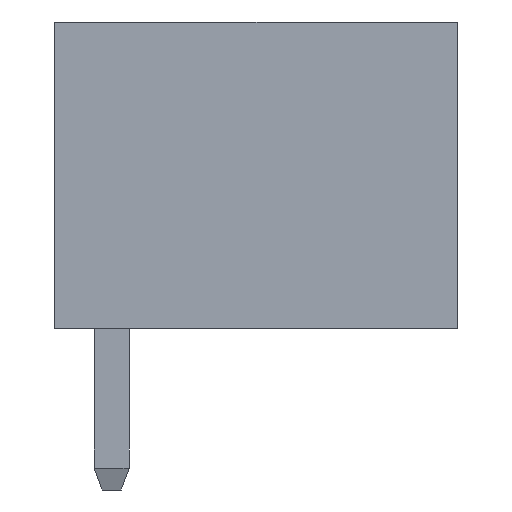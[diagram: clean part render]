
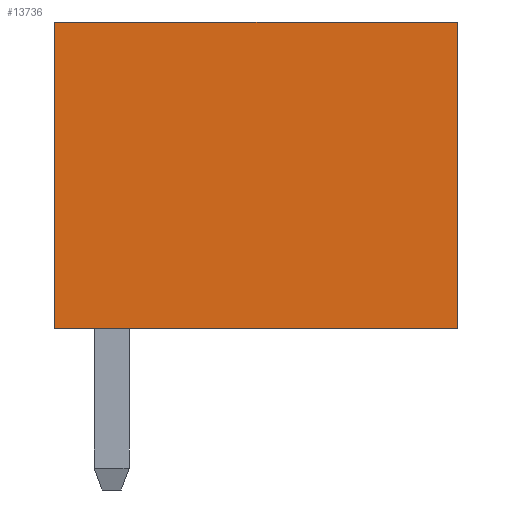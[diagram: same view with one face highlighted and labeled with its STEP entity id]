
A CAD part, left-side view. The second image highlights one B-rep face of the part: STEP entity #13736.
In plain terms, the highlighted planar face has unit normal (-1, 0, 0).
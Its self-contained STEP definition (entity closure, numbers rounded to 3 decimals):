
#452 = VECTOR ( 'NONE', #8968, 1000. ) ;
#685 = VECTOR ( 'NONE', #2326, 1000. ) ;
#1145 = CARTESIAN_POINT ( 'NONE',  ( -17.545, 4.6, 7. ) ) ;
#1179 = EDGE_LOOP ( 'NONE', ( #1943, #10179, #8648, #1698 ) ) ;
#1630 = VERTEX_POINT ( 'NONE', #8193 ) ;
#1698 = ORIENTED_EDGE ( 'NONE', *, *, #2282, .T. ) ;
#1943 = ORIENTED_EDGE ( 'NONE', *, *, #6019, .T. ) ;
#2282 = EDGE_CURVE ( 'NONE', #1630, #7087, #9155, .T. ) ;
#2291 = DIRECTION ( 'NONE',  ( 0., 0., -1. ) ) ;
#2326 = DIRECTION ( 'NONE',  ( 0., -1., 0. ) ) ;
#2802 = VECTOR ( 'NONE', #6676, 1000. ) ;
#3162 = CARTESIAN_POINT ( 'NONE',  ( -17.545, -4.6, 0. ) ) ;
#3543 = EDGE_CURVE ( 'NONE', #1630, #13538, #9673, .T. ) ;
#4528 = VECTOR ( 'NONE', #4996, 1000. ) ;
#4996 = DIRECTION ( 'NONE',  ( 0., 0., -1. ) ) ;
#5692 = CARTESIAN_POINT ( 'NONE',  ( -17.545, 4.6, 7. ) ) ;
#5706 = AXIS2_PLACEMENT_3D ( 'NONE', #1145, #9050, #2291 ) ;
#6019 = EDGE_CURVE ( 'NONE', #7087, #10359, #6471, .T. ) ;
#6441 = CARTESIAN_POINT ( 'NONE',  ( -17.545, 4.6, 7. ) ) ;
#6471 = LINE ( 'NONE', #13410, #452 ) ;
#6646 = CARTESIAN_POINT ( 'NONE',  ( -17.545, 4.6, 0. ) ) ;
#6676 = DIRECTION ( 'NONE',  ( 0., 0., -1. ) ) ;
#7087 = VERTEX_POINT ( 'NONE', #6646 ) ;
#8193 = CARTESIAN_POINT ( 'NONE',  ( -17.545, 4.6, 7. ) ) ;
#8488 = EDGE_CURVE ( 'NONE', #13538, #10359, #13111, .T. ) ;
#8648 = ORIENTED_EDGE ( 'NONE', *, *, #3543, .F. ) ;
#8968 = DIRECTION ( 'NONE',  ( 0., -1., 0. ) ) ;
#9050 = DIRECTION ( 'NONE',  ( 1., 0., 0. ) ) ;
#9155 = LINE ( 'NONE', #6441, #2802 ) ;
#9673 = LINE ( 'NONE', #5692, #685 ) ;
#9712 = CARTESIAN_POINT ( 'NONE',  ( -17.545, -4.6, 7. ) ) ;
#10179 = ORIENTED_EDGE ( 'NONE', *, *, #8488, .F. ) ;
#10359 = VERTEX_POINT ( 'NONE', #3162 ) ;
#10570 = CARTESIAN_POINT ( 'NONE',  ( -17.545, -4.6, 7. ) ) ;
#12931 = FACE_OUTER_BOUND ( 'NONE', #1179, .T. ) ;
#13111 = LINE ( 'NONE', #10570, #4528 ) ;
#13410 = CARTESIAN_POINT ( 'NONE',  ( -17.545, 4.6, 0. ) ) ;
#13538 = VERTEX_POINT ( 'NONE', #9712 ) ;
#13736 = ADVANCED_FACE ( 'NONE', ( #12931 ), #14582, .F. ) ;
#14582 = PLANE ( 'NONE',  #5706 ) ;
